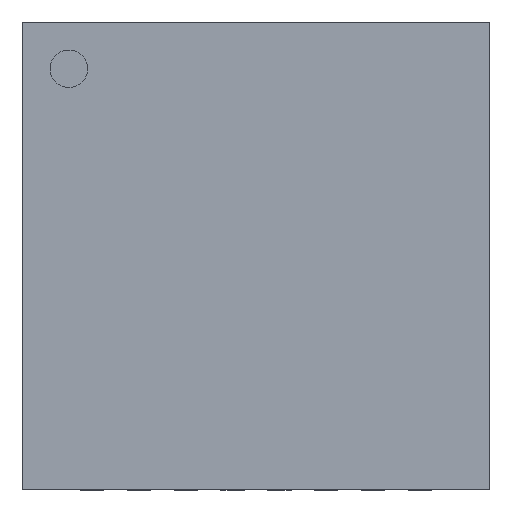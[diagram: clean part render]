
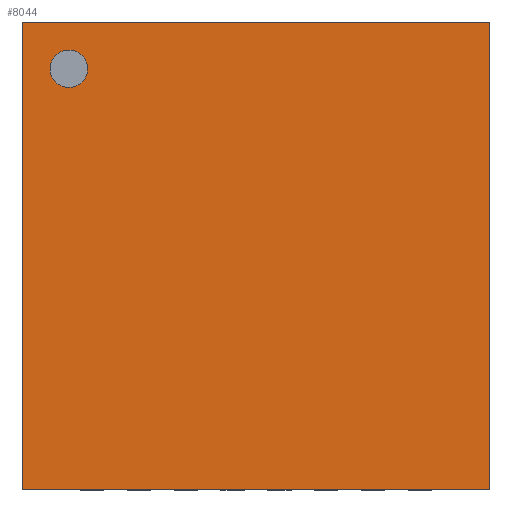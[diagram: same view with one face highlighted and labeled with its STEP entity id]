
A CAD part, top view. The second image highlights one B-rep face of the part: STEP entity #8044.
In plain terms, the highlighted planar face has unit normal (0, 0, 1).
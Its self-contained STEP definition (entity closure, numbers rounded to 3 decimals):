
#5439 = VERTEX_POINT('',#5440);
#5440 = CARTESIAN_POINT('',(-2.,1.8,1.));
#5446 = EDGE_CURVE('',#5447,#5439,#5449,.T.);
#5447 = VERTEX_POINT('',#5448);
#5448 = CARTESIAN_POINT('',(-2.,2.2,1.));
#5449 = CIRCLE('',#5450,0.2);
#5450 = AXIS2_PLACEMENT_3D('',#5451,#5452,#5453);
#5451 = CARTESIAN_POINT('',(-2.,2.,1.));
#5452 = DIRECTION('',(-0.,0.,1.));
#5453 = DIRECTION('',(0.,-1.,0.));
#5979 = VERTEX_POINT('',#5980);
#5980 = CARTESIAN_POINT('',(-2.5,-2.5,1.));
#5986 = EDGE_CURVE('',#5987,#5979,#5989,.T.);
#5987 = VERTEX_POINT('',#5988);
#5988 = CARTESIAN_POINT('',(-2.5,2.5,1.));
#5989 = LINE('',#5990,#5991);
#5990 = CARTESIAN_POINT('',(-2.5,-2.5,1.));
#5991 = VECTOR('',#5992,1.);
#5992 = DIRECTION('',(0.,-1.,0.));
#6327 = VERTEX_POINT('',#6328);
#6328 = CARTESIAN_POINT('',(2.5,2.5,1.));
#6334 = EDGE_CURVE('',#6335,#6327,#6337,.T.);
#6335 = VERTEX_POINT('',#6336);
#6336 = CARTESIAN_POINT('',(2.5,-2.5,1.));
#6337 = LINE('',#6338,#6339);
#6338 = CARTESIAN_POINT('',(2.5,-2.5,1.));
#6339 = VECTOR('',#6340,1.);
#6340 = DIRECTION('',(0.,1.,0.));
#6721 = EDGE_CURVE('',#5979,#6335,#6722,.T.);
#6722 = LINE('',#6723,#6724);
#6723 = CARTESIAN_POINT('',(2.5,-2.5,1.));
#6724 = VECTOR('',#6725,1.);
#6725 = DIRECTION('',(1.,0.,0.));
#7067 = EDGE_CURVE('',#6327,#5987,#7068,.T.);
#7068 = LINE('',#7069,#7070);
#7069 = CARTESIAN_POINT('',(2.5,2.5,1.));
#7070 = VECTOR('',#7071,1.);
#7071 = DIRECTION('',(-1.,0.,0.));
#8044 = ADVANCED_FACE('',(#8045,#8055),#8061,.T.);
#8045 = FACE_BOUND('',#8046,.T.);
#8046 = EDGE_LOOP('',(#8047,#8054));
#8047 = ORIENTED_EDGE('',*,*,#8048,.F.);
#8048 = EDGE_CURVE('',#5439,#5447,#8049,.T.);
#8049 = CIRCLE('',#8050,0.2);
#8050 = AXIS2_PLACEMENT_3D('',#8051,#8052,#8053);
#8051 = CARTESIAN_POINT('',(-2.,2.,1.));
#8052 = DIRECTION('',(-0.,0.,1.));
#8053 = DIRECTION('',(0.,-1.,0.));
#8054 = ORIENTED_EDGE('',*,*,#5446,.F.);
#8055 = FACE_BOUND('',#8056,.T.);
#8056 = EDGE_LOOP('',(#8057,#8058,#8059,#8060));
#8057 = ORIENTED_EDGE('',*,*,#7067,.T.);
#8058 = ORIENTED_EDGE('',*,*,#5986,.T.);
#8059 = ORIENTED_EDGE('',*,*,#6721,.T.);
#8060 = ORIENTED_EDGE('',*,*,#6334,.T.);
#8061 = PLANE('',#8062);
#8062 = AXIS2_PLACEMENT_3D('',#8063,#8064,#8065);
#8063 = CARTESIAN_POINT('',(0.,0.,1.));
#8064 = DIRECTION('',(0.,0.,1.));
#8065 = DIRECTION('',(0.,-1.,0.));
